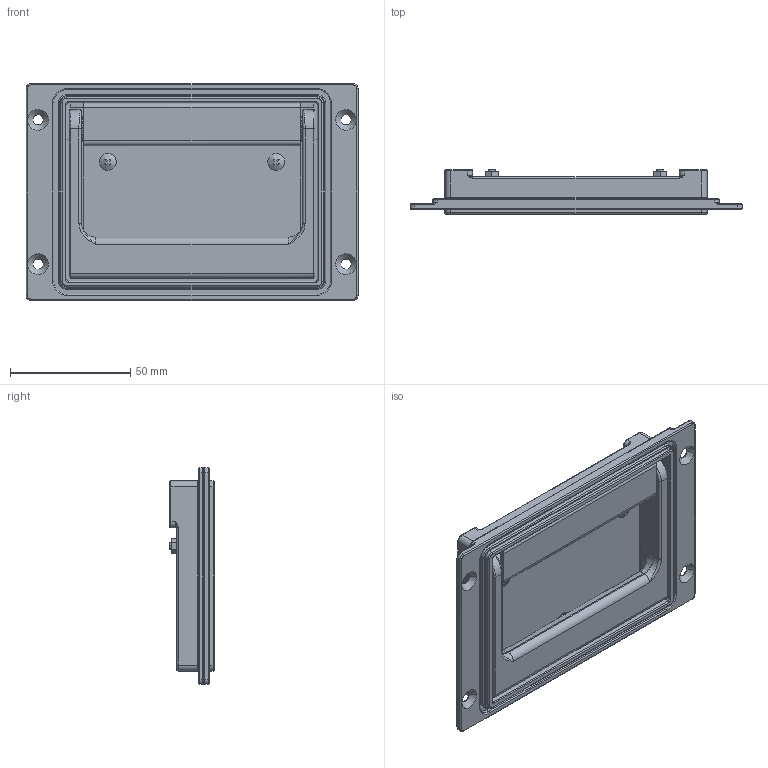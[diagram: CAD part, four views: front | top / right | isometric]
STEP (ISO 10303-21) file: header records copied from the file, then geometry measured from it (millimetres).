
FILE_DESCRIPTION((''),'2;1');
FILE_NAME('','2005-10-07T12:15:10',(''),(''),'','CADfix','');
FILE_SCHEMA(('AUTOMOTIVE_DESIGN'));
Length unit declared in the file: millimetre
Products named in the file (8): nut; screw; washer; grip; cushion; cover; base; THA_172_1_86_36
Assembly tree (10 placements, depth 2):
  THA_172_1_86_36
    nut  x2
    screw  x2
    washer  x2
    grip
    cushion
    cover
    base
Bounding box: 138 x 18.5 x 90 mm (x, y, z)
Volume: 85654.6 mm3; surface area: 65007.1 mm2
Topology: 10 solids, 10 shells, 427 faces, 1128 edges, 724 vertices
Faces by surface type: bspline 427
Entity records: 12941 total; most frequent: CARTESIAN_POINT 7367, ORIENTED_EDGE 1956, EDGE_CURVE 978, VERTEX_POINT 624, EDGE_LOOP 408, QUASI_UNIFORM_CURVE 402, FACE_OUTER_BOUND 378, ADVANCED_FACE 378
